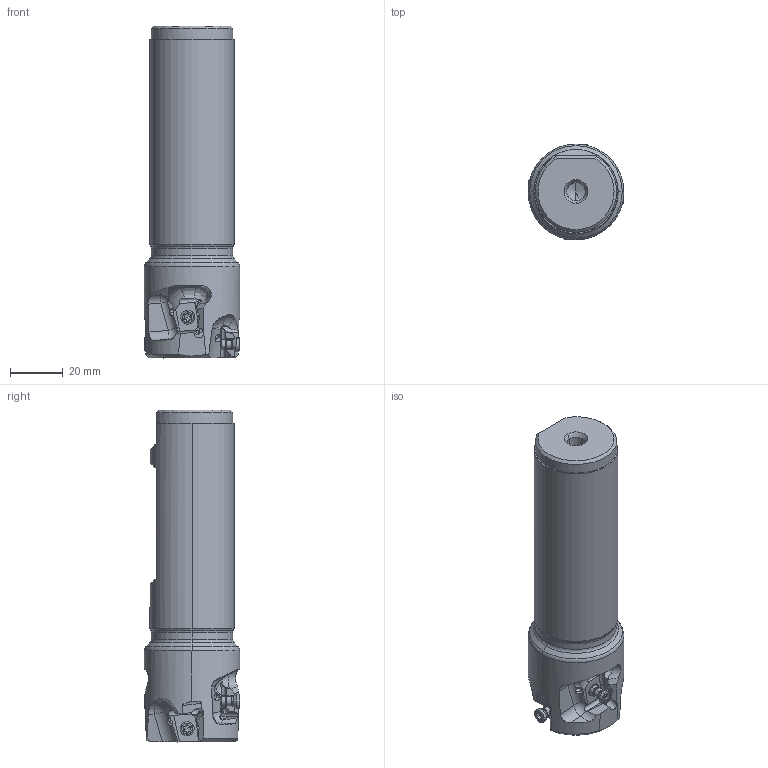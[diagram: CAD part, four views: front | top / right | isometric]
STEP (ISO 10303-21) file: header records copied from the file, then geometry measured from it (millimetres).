
FILE_DESCRIPTION(/* description */ (''),/* implementation_level */ '2;1');
FILE_NAME(/* name */ 'VPX300UR242FA20S0804.stp',/* time_stamp */ '2021-06-22T11:13:32+09:00',/* author */ (''),/* organization */ (''),/* preprocessor_version */ 'ST-DEVELOPER v16',/* originating_system */ 'SIEMENS PLM Software NX 10.0',/* authorisation */ '');
FILE_SCHEMA (('AUTOMOTIVE_DESIGN { 1 0 10303 214 3 1 1 1 }'));
Length unit declared in the file: millimetre
Products named in the file (1): VPX300UR242FA20S0804_ASM
Bounding box: 36.1 x 36.18 x 125.4 mm (x, y, z)
Volume: 93231 mm3; surface area: 19385.2 mm2
Topology: 5 solids, 5 shells, 462 faces, 1274 edges, 815 vertices
Faces by surface type: cylinder 203, plane 116, cone 69, sphere 32, torus 26, bspline 12, extrusion 4
Entity records: 19974 total; most frequent: CARTESIAN_POINT 8410, ORIENTED_EDGE 2484, DIRECTION 2321, EDGE_CURVE 1242, AXIS2_PLACEMENT_3D 949, VERTEX_POINT 808, EDGE_LOOP 488, ADVANCED_FACE 462
